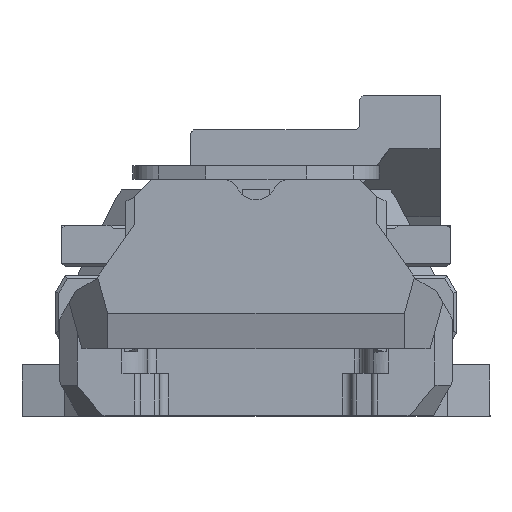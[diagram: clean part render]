
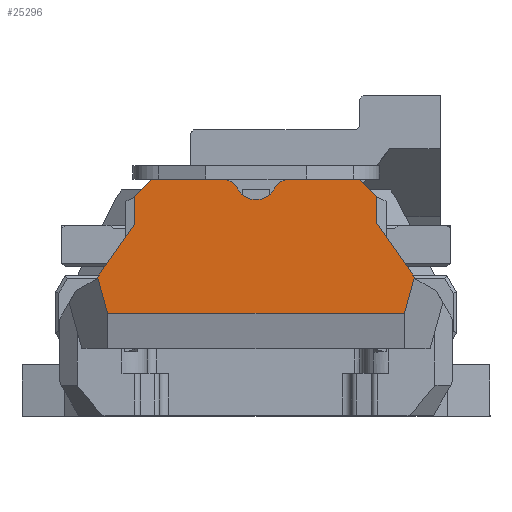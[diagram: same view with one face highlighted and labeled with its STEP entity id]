
A CAD part, top view. The second image highlights one B-rep face of the part: STEP entity #25296.
In plain terms, the highlighted planar face has unit normal (0, 0, 1).
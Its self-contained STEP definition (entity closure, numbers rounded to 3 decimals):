
#1144=CIRCLE('',#27202,2.4);
#1146=CIRCLE('',#27205,2.);
#1147=CIRCLE('',#27209,2.);
#2347=FACE_OUTER_BOUND('',#3824,.T.);
#3824=EDGE_LOOP('',(#21401,#21402,#21403,#21404,#21405,#21406,#21407,#21408,
#21409,#21410,#21411,#21412,#21413,#21414));
#6270=LINE('',#47098,#9133);
#6276=LINE('',#47113,#9139);
#6283=LINE('',#47126,#9146);
#6286=LINE('',#47132,#9149);
#6289=LINE('',#47139,#9152);
#6296=LINE('',#47197,#9159);
#6300=LINE('',#47204,#9163);
#6350=LINE('',#49267,#9213);
#6362=LINE('',#49299,#9225);
#6365=LINE('',#49305,#9228);
#6366=LINE('',#49306,#9229);
#9133=VECTOR('',#32875,10.);
#9139=VECTOR('',#32889,10.);
#9146=VECTOR('',#32898,10.);
#9149=VECTOR('',#32903,10.);
#9152=VECTOR('',#32908,10.);
#9159=VECTOR('',#32931,10.);
#9163=VECTOR('',#32937,10.);
#9213=VECTOR('',#33067,10.);
#9225=VECTOR('',#33099,10.);
#9228=VECTOR('',#33104,10.);
#9229=VECTOR('',#33105,10.);
#11633=VERTEX_POINT('',#47061);
#11635=VERTEX_POINT('',#47065);
#11637=VERTEX_POINT('',#47071);
#11648=VERTEX_POINT('',#47095);
#11649=VERTEX_POINT('',#47097);
#11654=VERTEX_POINT('',#47111);
#11659=VERTEX_POINT('',#47124);
#11661=VERTEX_POINT('',#47130);
#11664=VERTEX_POINT('',#47137);
#11673=VERTEX_POINT('',#47193);
#11675=VERTEX_POINT('',#47196);
#11726=VERTEX_POINT('',#49266);
#11736=VERTEX_POINT('',#49298);
#11738=VERTEX_POINT('',#49304);
#14911=EDGE_CURVE('',#11633,#11635,#1144,.T.);
#14914=EDGE_CURVE('',#11637,#11635,#1146,.T.);
#14925=EDGE_CURVE('',#11649,#11648,#6270,.F.);
#14927=EDGE_CURVE('',#11633,#11648,#1147,.T.);
#14933=EDGE_CURVE('',#11637,#11654,#6276,.F.);
#14940=EDGE_CURVE('',#11659,#11654,#6283,.T.);
#14943=EDGE_CURVE('',#11661,#11659,#6286,.T.);
#14946=EDGE_CURVE('',#11664,#11661,#6289,.F.);
#14959=EDGE_CURVE('',#11675,#11673,#6296,.F.);
#14963=EDGE_CURVE('',#11649,#11673,#6300,.T.);
#15043=EDGE_CURVE('',#11726,#11664,#6350,.T.);
#15059=EDGE_CURVE('',#11726,#11736,#6362,.T.);
#15062=EDGE_CURVE('',#11736,#11738,#6365,.T.);
#15063=EDGE_CURVE('',#11738,#11675,#6366,.F.);
#21401=ORIENTED_EDGE('',*,*,#15062,.T.);
#21402=ORIENTED_EDGE('',*,*,#15063,.T.);
#21403=ORIENTED_EDGE('',*,*,#14959,.T.);
#21404=ORIENTED_EDGE('',*,*,#14963,.F.);
#21405=ORIENTED_EDGE('',*,*,#14925,.T.);
#21406=ORIENTED_EDGE('',*,*,#14927,.F.);
#21407=ORIENTED_EDGE('',*,*,#14911,.T.);
#21408=ORIENTED_EDGE('',*,*,#14914,.F.);
#21409=ORIENTED_EDGE('',*,*,#14933,.T.);
#21410=ORIENTED_EDGE('',*,*,#14940,.F.);
#21411=ORIENTED_EDGE('',*,*,#14943,.F.);
#21412=ORIENTED_EDGE('',*,*,#14946,.F.);
#21413=ORIENTED_EDGE('',*,*,#15043,.F.);
#21414=ORIENTED_EDGE('',*,*,#15059,.T.);
#23970=PLANE('',#27274);
#25296=ADVANCED_FACE('',(#2347),#23970,.T.);
#27202=AXIS2_PLACEMENT_3D('',#47067,#32852,#32853);
#27205=AXIS2_PLACEMENT_3D('',#47073,#32859,#32860);
#27209=AXIS2_PLACEMENT_3D('',#47101,#32879,#32880);
#27274=AXIS2_PLACEMENT_3D('',#49303,#33102,#33103);
#32852=DIRECTION('center_axis',(0.,0.,-1.));
#32853=DIRECTION('ref_axis',(0.,1.,0.));
#32859=DIRECTION('center_axis',(0.,0.,-1.));
#32860=DIRECTION('ref_axis',(0.522,0.853,0.));
#32875=DIRECTION('',(1.,0.,0.));
#32879=DIRECTION('center_axis',(0.,0.,-1.));
#32880=DIRECTION('ref_axis',(-0.522,0.853,0.));
#32889=DIRECTION('',(1.,0.,0.));
#32898=DIRECTION('',(0.707,0.707,0.));
#32903=DIRECTION('',(0.,1.,0.));
#32908=DIRECTION('',(-0.574,-0.819,0.));
#32931=DIRECTION('',(0.,-1.,0.));
#32937=DIRECTION('',(0.707,-0.707,0.));
#33067=DIRECTION('',(-0.266,0.964,0.));
#33099=DIRECTION('',(1.,0.,0.));
#33102=DIRECTION('center_axis',(0.,0.,1.));
#33103=DIRECTION('ref_axis',(1.,0.,0.));
#33104=DIRECTION('',(0.266,0.964,0.));
#33105=DIRECTION('',(0.574,-0.819,0.));
#47061=CARTESIAN_POINT('',(2.138,36.629,75.472));
#47065=CARTESIAN_POINT('',(-2.138,36.629,75.472));
#47067=CARTESIAN_POINT('Origin',(0.,37.72,
75.472));
#47071=CARTESIAN_POINT('',(-3.919,37.72,75.472));
#47073=CARTESIAN_POINT('Origin',(-3.919,35.72,75.472));
#47095=CARTESIAN_POINT('',(3.919,37.72,75.472));
#47097=CARTESIAN_POINT('',(12.139,37.72,75.472));
#47098=CARTESIAN_POINT('',(-10.6,37.72,75.472));
#47101=CARTESIAN_POINT('Origin',(3.919,35.72,75.472));
#47111=CARTESIAN_POINT('',(-12.21,37.72,75.472));
#47113=CARTESIAN_POINT('',(-10.6,37.72,75.472));
#47124=CARTESIAN_POINT('',(-14.21,35.72,75.472));
#47126=CARTESIAN_POINT('',(-21.852,28.079,75.472));
#47130=CARTESIAN_POINT('',(-14.21,32.431,75.472));
#47132=CARTESIAN_POINT('',(-14.21,21.332,75.472));
#47137=CARTESIAN_POINT('',(-18.511,26.289,75.472));
#47139=CARTESIAN_POINT('',(-27.62,13.281,75.472));
#47193=CARTESIAN_POINT('',(14.139,35.72,75.472));
#47196=CARTESIAN_POINT('',(14.139,32.533,75.472));
#47197=CARTESIAN_POINT('',(14.139,21.332,75.472));
#47204=CARTESIAN_POINT('',(11.198,38.661,75.472));
#49266=CARTESIAN_POINT('',(-17.338,22.044,75.472));
#49267=CARTESIAN_POINT('',(-15.811,16.519,75.472));
#49298=CARTESIAN_POINT('',(17.338,22.044,75.472));
#49299=CARTESIAN_POINT('',(18.396,22.044,75.472));
#49303=CARTESIAN_POINT('Origin',(-21.2,10.144,75.472));
#49304=CARTESIAN_POINT('',(18.511,26.289,75.472));
#49305=CARTESIAN_POINT('',(15.811,16.519,75.472));
#49306=CARTESIAN_POINT('',(27.62,13.281,75.472));
